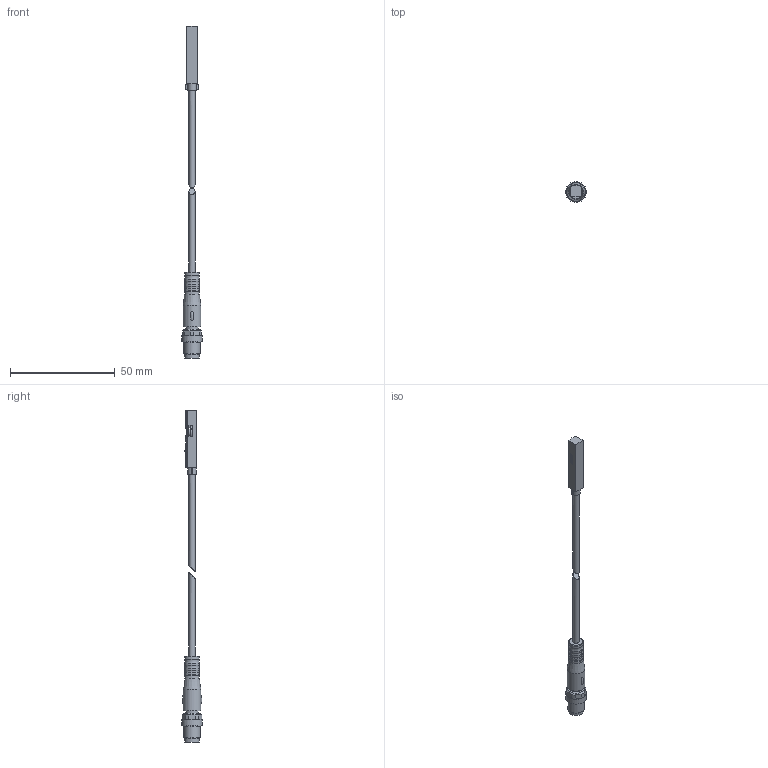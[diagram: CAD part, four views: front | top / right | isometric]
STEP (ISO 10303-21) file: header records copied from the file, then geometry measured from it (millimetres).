
FILE_DESCRIPTION(/* description */ ('STEP AP214'),/* implementation_level */ '2;1');
FILE_NAME(/* name */ '8059123_SDBT-MSX-1L-NU-E-0_3-N-M8',/* time_stamp */ '2024-09-13T10:25:19+02:00',/* author */ ('License CC BY-ND 4.0'),/* organization */ ('CADENAS'),/* preprocessor_version */ 'ST-DEVELOPER v19.3',/* originating_system */ 'PARTsolutions',/* authorisation */ ' ');
FILE_SCHEMA (('AUTOMOTIVE_DESIGN {1 0 10303 214 3 1 1}'));
Length unit declared in the file: millimetre
Products named in the file (3): 8059123 SDBT-MSX-1L-NU-E-0.3-N-M8; 8082090 SDBT-MSX-1L-NU-E-0.3-N-M8---(part); 8082090 SDBT-M8---(stecker)
Assembly tree (2 placements, depth 2):
  8059123 SDBT-MSX-1L-NU-E-0.3-N-M8
    8082090 SDBT-MSX-1L-NU-E-0.3-N-M8---(part)
    8082090 SDBT-M8---(stecker)
Bounding box: 9.95 x 9.95 x 158.8 mm (x, y, z)
Volume: 3217.3 mm3; surface area: 2885.5 mm2
Topology: 2 solids, 3 shells, 174 faces, 414 edges, 264 vertices
Faces by surface type: plane 75, cylinder 71, torus 19, cone 7, sphere 1, bspline 1
Full cylindrical faces by diameter (mm): 1 x3, 1.5 x1, 2.4 x1, 2.7 x1, 2.9 x2, 3 x1, 3.5 x3, 3.55 x1, 4 x1, 5.8 x1, 5.9 x1, 6.9 x1, 7 x5, 8 x1, 8.5 x1, 9.95 x1
Entity records: 6115 total; most frequent: CARTESIAN_POINT 986, DIRECTION 842, ORIENTED_EDGE 708, EDGE_CURVE 354, AXIS2_PLACEMENT_3D 338, VERTEX_POINT 249, FACE_BOUND 243, EDGE_LOOP 242
